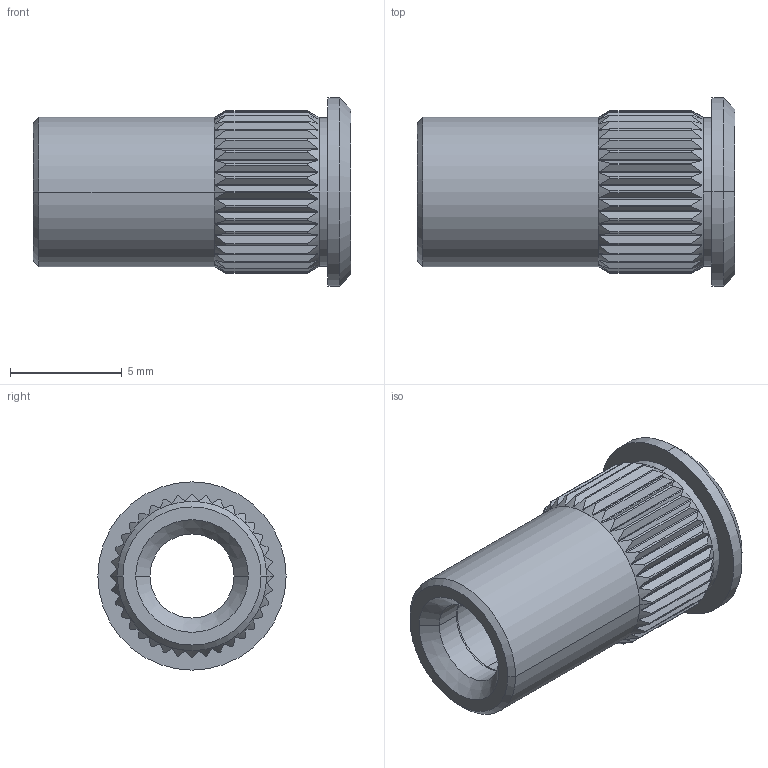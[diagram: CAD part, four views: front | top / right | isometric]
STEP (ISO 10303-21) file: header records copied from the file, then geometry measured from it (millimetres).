
FILE_DESCRIPTION((''),'2;1');
FILE_NAME('EBC8','2009-12-18T',('hhan'),('Tribotek, Inc.'),'PRO/ENGINEER BY PARAMETRIC TECHNOLOGY CORPORATION, 2006510','PRO/ENGINEER BY PARAMETRIC TECHNOLOGY CORPORATION, 2006510','');
FILE_SCHEMA(('CONFIG_CONTROL_DESIGN'));
Length unit declared in the file: inch
Products named in the file (1): EBC8
Bounding box: 14.2 x 8.42 x 8.42 mm (x, y, z)
Volume: 363.9 mm3; surface area: 584.7 mm2
Topology: 1 solids, 1 shells, 173 faces, 498 edges, 330 vertices
Faces by surface type: plane 113, cylinder 46, cone 14
Entity records: 6252 total; most frequent: CARTESIAN_POINT 1985, ORIENTED_EDGE 996, DIRECTION 740, EDGE_CURVE 498, VERTEX_POINT 330, AXIS2_PLACEMENT_3D 285, B_SPLINE_CURVE_WITH_KNOTS 216, EDGE_LOOP 178
